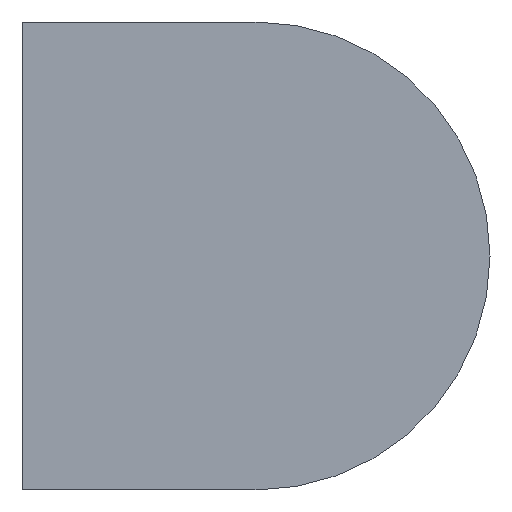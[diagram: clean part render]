
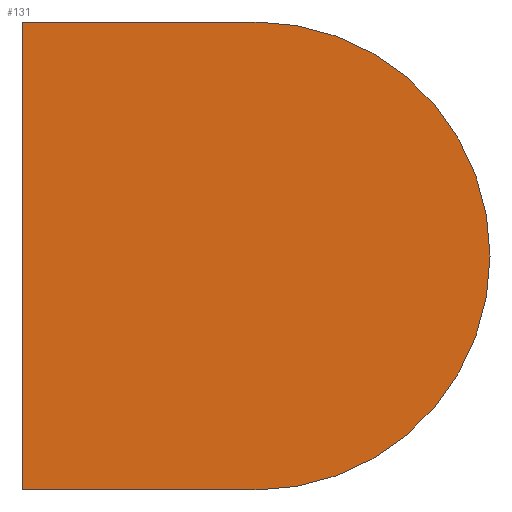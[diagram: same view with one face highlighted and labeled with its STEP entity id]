
A CAD part, front view. The second image highlights one B-rep face of the part: STEP entity #131.
In plain terms, the highlighted planar face has unit normal (0, -1, 0).
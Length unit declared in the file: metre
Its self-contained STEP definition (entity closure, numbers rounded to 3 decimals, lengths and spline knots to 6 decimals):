
#23=CIRCLE('',#150,0.003);
#50=ORIENTED_EDGE('',*,*,#55,.T.);
#51=ORIENTED_EDGE('',*,*,#60,.T.);
#52=ORIENTED_EDGE('',*,*,#63,.T.);
#53=ORIENTED_EDGE('',*,*,#65,.T.);
#55=EDGE_CURVE('',#70,#68,#79,.T.);
#60=EDGE_CURVE('',#68,#73,#83,.T.);
#63=EDGE_CURVE('',#73,#75,#86,.T.);
#65=EDGE_CURVE('',#75,#70,#23,.T.);
#68=VERTEX_POINT('',#196);
#70=VERTEX_POINT('',#199);
#73=VERTEX_POINT('',#207);
#75=VERTEX_POINT('',#213);
#79=LINE('',#198,#89);
#83=LINE('',#209,#93);
#86=LINE('',#215,#96);
#89=VECTOR('',#162,1.);
#93=VECTOR('',#170,1.);
#96=VECTOR('',#175,1.);
#107=EDGE_LOOP('',(#50,#51,#52,#53));
#117=FACE_BOUND('',#107,.T.);
#123=PLANE('',#156);
#131=ADVANCED_FACE('',(#117),#123,.T.);
#150=AXIS2_PLACEMENT_3D('',#218,#179,#180);
#156=AXIS2_PLACEMENT_3D('',#225,#191,#192);
#162=DIRECTION('',(-1.,0.,0.));
#170=DIRECTION('',(0.,0.,-1.));
#175=DIRECTION('',(1.,0.,0.));
#179=DIRECTION('',(0.,-1.,0.));
#180=DIRECTION('',(0.,0.,1.));
#191=DIRECTION('',(0.,-1.,0.));
#192=DIRECTION('',(1.,0.,0.));
#196=CARTESIAN_POINT('',(-0.025,0.71025,-0.028694));
#198=CARTESIAN_POINT('',(-0.025,0.71025,-0.028694));
#199=CARTESIAN_POINT('',(-0.022,0.71025,-0.028694));
#207=CARTESIAN_POINT('',(-0.025,0.71025,-0.034694));
#209=CARTESIAN_POINT('',(-0.025,0.71025,-0.034694));
#213=CARTESIAN_POINT('',(-0.022,0.71025,-0.034694));
#215=CARTESIAN_POINT('',(-0.022,0.71025,-0.034694));
#218=CARTESIAN_POINT('',(-0.022,0.71025,-0.031694));
#225=CARTESIAN_POINT('',(-0.022708,0.71025,-0.031694));
